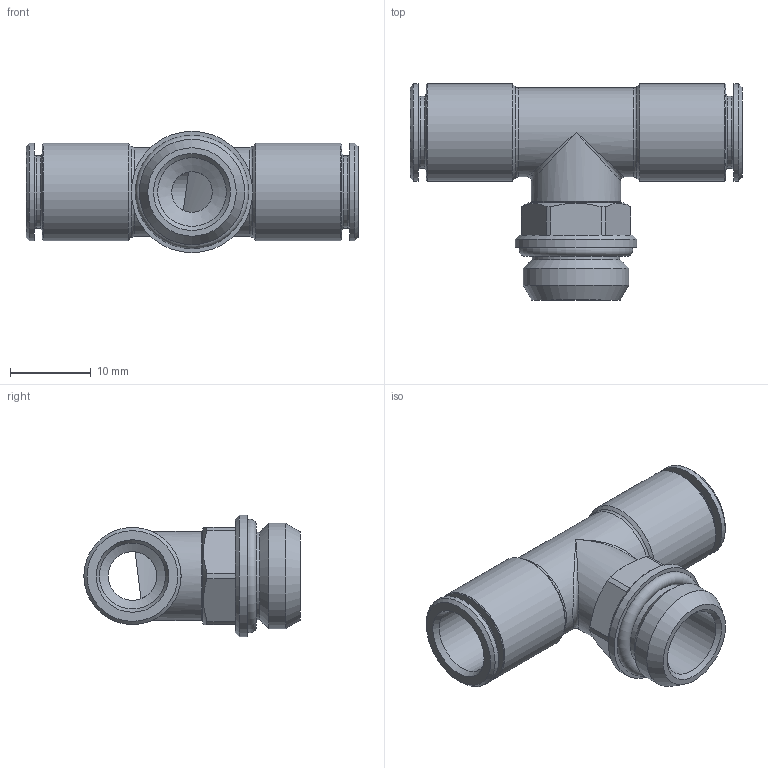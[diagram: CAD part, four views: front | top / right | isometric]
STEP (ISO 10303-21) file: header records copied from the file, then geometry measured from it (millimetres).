
FILE_DESCRIPTION(( 'MAL.21.08.14.stp' ), '1');
FILE_NAME( 'MAL.21.08.14.stp', '2021-02-19T16:28:18',( 'Sopra'),('sopra-pneumatic.com'), 'SwSTEP 2.0','SolidWorks 2009','' );
FILE_SCHEMA( ( 'AUTOMOTIVE_DESIGN { 1 0 10303 214 1 1 1 1 }' ) );
Length unit declared in the file: metre
Products named in the file (1): Rivoluzione3
Bounding box: 41 x 26.7 x 15 mm (x, y, z)
Volume: 3566.7 mm3; surface area: 3947.6 mm2
Topology: 1 solids, 1 shells, 65 faces, 148 edges, 89 vertices
Faces by surface type: cylinder 22, cone 19, plane 17, torus 5, bspline 2
Full cylindrical faces by diameter (mm): 5 x1, 6 x1, 8.15 x2, 8.5 x1, 8.9 x2, 10.8 x1, 11 x2, 12 x4, 13 x1, 15 x1
Entity records: 2461 total; most frequent: CARTESIAN_POINT 682, DIRECTION 268, ORIENTED_EDGE 190, AXIS2_PLACEMENT_3D 125, EDGE_LOOP 118, EDGE_CURVE 95, FACE_OUTER_BOUND 86, VERTEX_POINT 82
